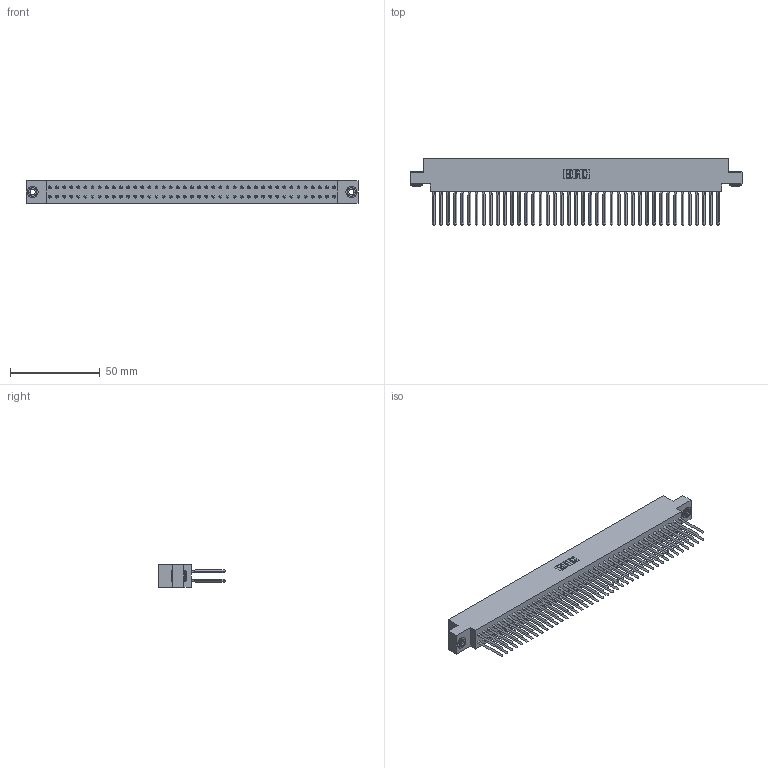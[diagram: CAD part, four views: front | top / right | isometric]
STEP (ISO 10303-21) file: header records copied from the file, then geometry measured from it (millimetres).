
FILE_DESCRIPTION (( 'STEP AP203' ), '1' );
FILE_NAME ('317-082-542-803.STEP', '2020-02-28T09:42:09', ( '' ), ( '' ), 'SwSTEP 2.0', 'SolidWorks 2016', '' );
FILE_SCHEMA (( 'CONFIG_CONTROL_DESIGN' ));
Length unit declared in the file: inch
Products named in the file (4): 317-082-542-803; 317-290-003_542; 345-250-002_345-250-002-102; 317 Part_.156 Dia - TH
Assembly tree (85 placements, depth 2):
  317-082-542-803
    317 Part_.156 Dia - TH
    317-290-003_542  x82
    345-250-002_345-250-002-102  x2
Bounding box: 185.17 x 37.34 x 12.7 mm (x, y, z)
Volume: 30308.1 mm3; surface area: 42330.4 mm2
Topology: 85 solids, 85 shells, 4814 faces, 13471 edges, 8594 vertices
Faces by surface type: plane 3840, cylinder 638, bspline 328, cone 8
Entity records: 59072 total; most frequent: CARTESIAN_POINT 10524, ORIENTED_EDGE 10180, DIRECTION 8604, EDGE_CURVE 5090, VECTOR 4896, LINE 4896, VERTEX_POINT 3386, AXIS2_PLACEMENT_3D 1854
